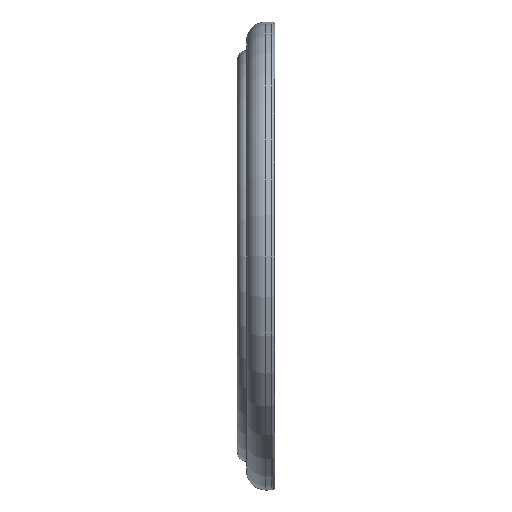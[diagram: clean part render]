
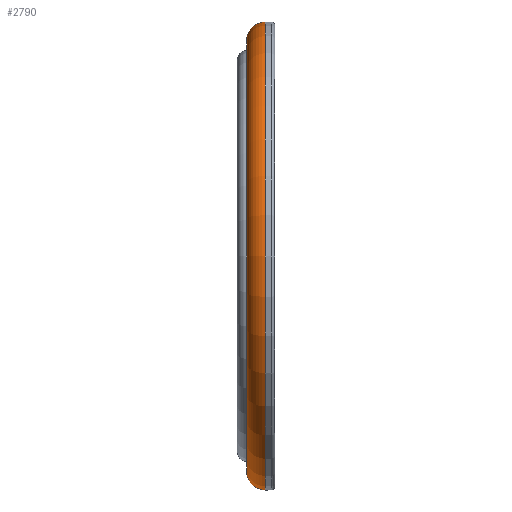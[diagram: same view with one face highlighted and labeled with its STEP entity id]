
A CAD part, left-side view. The second image highlights one B-rep face of the part: STEP entity #2790.
In plain terms, the highlighted toroidal (fillet/blend) face has major radius 9.2 mm and minor radius 0.8 mm.
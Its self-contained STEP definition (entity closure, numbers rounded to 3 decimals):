
#38 = DIRECTION ( 'NONE',  ( 0., -1., 0. ) ) ;
#133 = CARTESIAN_POINT ( 'NONE',  ( 0., 1.2, -9.2 ) ) ;
#506 = DIRECTION ( 'NONE',  ( 0., 0., -1. ) ) ;
#634 = AXIS2_PLACEMENT_3D ( 'NONE', #2149, #1791, #3693 ) ;
#729 = EDGE_CURVE ( 'NONE', #1652, #3495, #1886, .T. ) ;
#853 = CARTESIAN_POINT ( 'NONE',  ( 0., 0.4, -9.2 ) ) ;
#927 = DIRECTION ( 'NONE',  ( 0., 0., 1. ) ) ;
#963 = AXIS2_PLACEMENT_3D ( 'NONE', #1991, #38, #1278 ) ;
#1010 = CARTESIAN_POINT ( 'NONE',  ( 0., 0.4, 9.2 ) ) ;
#1212 = ORIENTED_EDGE ( 'NONE', *, *, #729, .T. ) ;
#1222 = ORIENTED_EDGE ( 'NONE', *, *, #3095, .F. ) ;
#1231 = VERTEX_POINT ( 'NONE', #4766 ) ;
#1278 = DIRECTION ( 'NONE',  ( 0., 0., -1. ) ) ;
#1531 = TOROIDAL_SURFACE ( 'NONE', #4364, 9.2, 0.8 ) ;
#1652 = VERTEX_POINT ( 'NONE', #133 ) ;
#1772 = FACE_OUTER_BOUND ( 'NONE', #3134, .T. ) ;
#1791 = DIRECTION ( 'NONE',  ( 0., -1., 0. ) ) ;
#1886 = CIRCLE ( 'NONE', #4154, 0.8 ) ;
#1891 = CIRCLE ( 'NONE', #4477, 0.8 ) ;
#1991 = CARTESIAN_POINT ( 'NONE',  ( 0., 0.4, 0. ) ) ;
#2012 = EDGE_CURVE ( 'NONE', #3331, #1231, #1891, .T. ) ;
#2149 = CARTESIAN_POINT ( 'NONE',  ( 0., 1.2, 0. ) ) ;
#2458 = ORIENTED_EDGE ( 'NONE', *, *, #2012, .F. ) ;
#2519 = CARTESIAN_POINT ( 'NONE',  ( 0., 1.2, 9.2 ) ) ;
#2563 = DIRECTION ( 'NONE',  ( 0., 0., -1. ) ) ;
#2565 = DIRECTION ( 'NONE',  ( 1., 0., 0. ) ) ;
#2587 = DIRECTION ( 'NONE',  ( 0., -1., 0. ) ) ;
#2790 = ADVANCED_FACE ( 'NONE', ( #1772 ), #1531, .T. ) ;
#2832 = CIRCLE ( 'NONE', #634, 9.2 ) ;
#2977 = EDGE_CURVE ( 'NONE', #3331, #1652, #2832, .T. ) ;
#2994 = CIRCLE ( 'NONE', #963, 10. ) ;
#3095 = EDGE_CURVE ( 'NONE', #1231, #3495, #2994, .T. ) ;
#3134 = EDGE_LOOP ( 'NONE', ( #2458, #3276, #1212, #1222 ) ) ;
#3166 = DIRECTION ( 'NONE',  ( -1., 0., 0. ) ) ;
#3276 = ORIENTED_EDGE ( 'NONE', *, *, #2977, .T. ) ;
#3331 = VERTEX_POINT ( 'NONE', #2519 ) ;
#3495 = VERTEX_POINT ( 'NONE', #3514 ) ;
#3514 = CARTESIAN_POINT ( 'NONE',  ( 0., 0.4, -10. ) ) ;
#3693 = DIRECTION ( 'NONE',  ( 0., 0., -1. ) ) ;
#4154 = AXIS2_PLACEMENT_3D ( 'NONE', #853, #3166, #927 ) ;
#4364 = AXIS2_PLACEMENT_3D ( 'NONE', #4478, #2587, #2563 ) ;
#4477 = AXIS2_PLACEMENT_3D ( 'NONE', #1010, #2565, #506 ) ;
#4478 = CARTESIAN_POINT ( 'NONE',  ( 0., 0.4, 0. ) ) ;
#4766 = CARTESIAN_POINT ( 'NONE',  ( 0., 0.4, 10. ) ) ;
